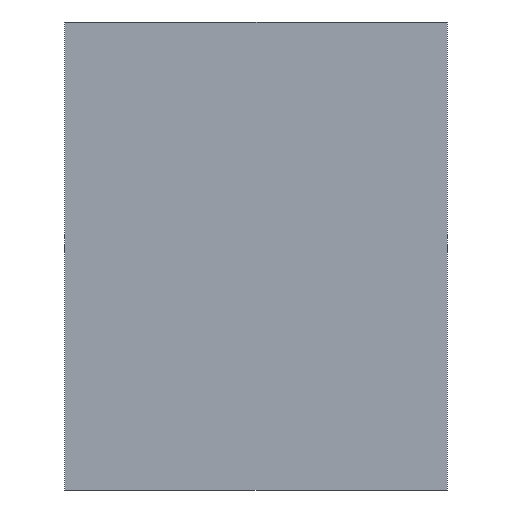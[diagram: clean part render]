
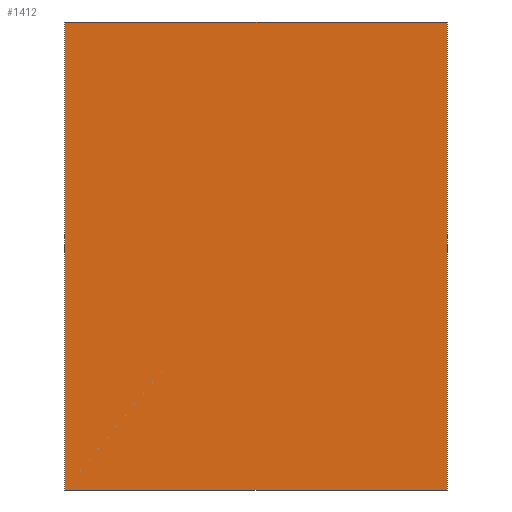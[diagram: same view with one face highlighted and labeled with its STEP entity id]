
A CAD part, front view. The second image highlights one B-rep face of the part: STEP entity #1412.
In plain terms, the highlighted planar face has unit normal (0, -1, 0).
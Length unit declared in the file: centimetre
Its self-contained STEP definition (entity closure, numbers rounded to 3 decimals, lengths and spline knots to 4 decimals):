
#34 = VERTEX_POINT ( 'NONE', #1018 ) ;
#152 = DIRECTION ( 'NONE',  ( 0., 0., -1. ) ) ;
#374 = VECTOR ( 'NONE', #2607, 100. ) ;
#580 = LINE ( 'NONE', #4015, #4425 ) ;
#701 = AXIS2_PLACEMENT_3D ( 'NONE', #1181, #4226, #2527 ) ;
#754 = ORIENTED_EDGE ( 'NONE', *, *, #2588, .T. ) ;
#801 = PLANE ( 'NONE',  #701 ) ;
#949 = CARTESIAN_POINT ( 'NONE',  ( 9., -2.7, 13. ) ) ;
#1018 = CARTESIAN_POINT ( 'NONE',  ( -9., -2.7, 13. ) ) ;
#1138 = CARTESIAN_POINT ( 'NONE',  ( -9., -2.7, 13. ) ) ;
#1181 = CARTESIAN_POINT ( 'NONE',  ( 0., -2.7, 0. ) ) ;
#1190 = EDGE_CURVE ( 'NONE', #34, #1723, #4203, .T. ) ;
#1238 = CARTESIAN_POINT ( 'NONE',  ( 9., -2.7, 9. ) ) ;
#1310 = CARTESIAN_POINT ( 'NONE',  ( -9., -2.7, 9. ) ) ;
#1405 = EDGE_CURVE ( 'NONE', #34, #4310, #1642, .T. ) ;
#1412 = ADVANCED_FACE ( 'NONE', ( #3500 ), #801, .T. ) ;
#1443 = ORIENTED_EDGE ( 'NONE', *, *, #1190, .F. ) ;
#1551 = VERTEX_POINT ( 'NONE', #1988 ) ;
#1642 = LINE ( 'NONE', #1310, #4421 ) ;
#1721 = EDGE_CURVE ( 'NONE', #4310, #1551, #580, .T. ) ;
#1723 = VERTEX_POINT ( 'NONE', #949 ) ;
#1966 = DIRECTION ( 'NONE',  ( 1., 0., 0. ) ) ;
#1988 = CARTESIAN_POINT ( 'NONE',  ( 9., -2.7, -9. ) ) ;
#2049 = CARTESIAN_POINT ( 'NONE',  ( -9., -2.7, -9. ) ) ;
#2497 = VECTOR ( 'NONE', #3871, 100. ) ;
#2527 = DIRECTION ( 'NONE',  ( 0., 0., -1. ) ) ;
#2549 = ORIENTED_EDGE ( 'NONE', *, *, #1405, .T. ) ;
#2588 = EDGE_CURVE ( 'NONE', #1551, #1723, #4298, .T. ) ;
#2607 = DIRECTION ( 'NONE',  ( 0., 0., 1. ) ) ;
#3314 = EDGE_LOOP ( 'NONE', ( #754, #1443, #2549, #3398 ) ) ;
#3398 = ORIENTED_EDGE ( 'NONE', *, *, #1721, .T. ) ;
#3500 = FACE_OUTER_BOUND ( 'NONE', #3314, .T. ) ;
#3871 = DIRECTION ( 'NONE',  ( 1., 0., 0. ) ) ;
#4015 = CARTESIAN_POINT ( 'NONE',  ( -9., -2.7, -9. ) ) ;
#4203 = LINE ( 'NONE', #1138, #2497 ) ;
#4226 = DIRECTION ( 'NONE',  ( 0., -1., 0. ) ) ;
#4298 = LINE ( 'NONE', #1238, #374 ) ;
#4310 = VERTEX_POINT ( 'NONE', #2049 ) ;
#4421 = VECTOR ( 'NONE', #152, 100. ) ;
#4425 = VECTOR ( 'NONE', #1966, 100. ) ;
